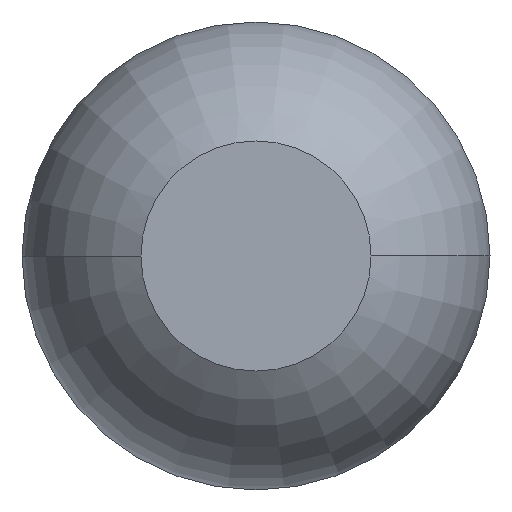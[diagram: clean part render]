
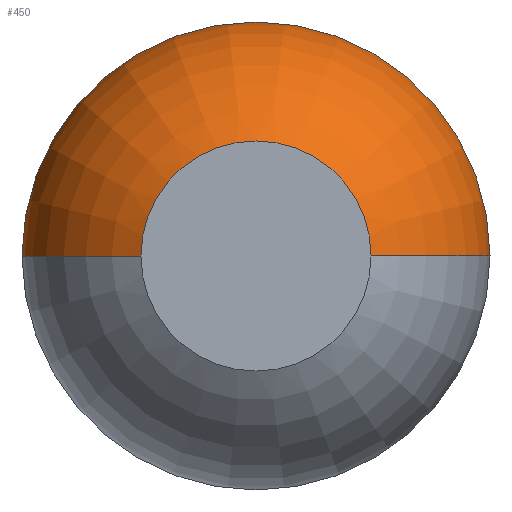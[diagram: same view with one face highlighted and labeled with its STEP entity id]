
A CAD part, front view. The second image highlights one B-rep face of the part: STEP entity #450.
In plain terms, the highlighted toroidal (fillet/blend) face has major radius 0.005 mm and minor radius 0.3 mm.
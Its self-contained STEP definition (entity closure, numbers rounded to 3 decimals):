
#13 = ORIENTED_EDGE ( 'NONE', *, *, #1586, .T. ) ;
#131 = CARTESIAN_POINT ( 'NONE',  ( 0.305, -28.737, 0. ) ) ;
#163 = AXIS2_PLACEMENT_3D ( 'NONE', #3062, #461, #1750 ) ;
#229 = CARTESIAN_POINT ( 'NONE',  ( 0., -29., 0. ) ) ;
#377 = TOROIDAL_SURFACE ( 'NONE', #3174, 0.005, 0.3 ) ;
#379 = VERTEX_POINT ( 'NONE', #131 ) ;
#450 = ADVANCED_FACE ( 'Defeature ausgef�hrt1_2', ( #1573 ), #377, .T. ) ;
#461 = DIRECTION ( 'NONE',  ( 0., 0., -1. ) ) ;
#763 = DIRECTION ( 'NONE',  ( -1., 0., 0. ) ) ;
#851 = VERTEX_POINT ( 'NONE', #1612 ) ;
#877 = VERTEX_POINT ( 'NONE', #1084 ) ;
#921 = DIRECTION ( 'NONE',  ( 0., 1., 0. ) ) ;
#935 = DIRECTION ( 'NONE',  ( -1., 0., 0. ) ) ;
#1004 = DIRECTION ( 'NONE',  ( 0., 0., 1. ) ) ;
#1084 = CARTESIAN_POINT ( 'NONE',  ( -0.305, -28.737, 0. ) ) ;
#1091 = CIRCLE ( 'NONE', #2598, 0.305 ) ;
#1133 = CARTESIAN_POINT ( 'NONE',  ( -0.15, -29., 0. ) ) ;
#1262 = EDGE_CURVE ( 'Defeature ausgef�hrt1_1+Defeature ausgef�hrt1_2+Defeature ausgef�hrt1_2+Defeature ausgef�hrt1_2', #877, #379, #1091, .T. ) ;
#1353 = VERTEX_POINT ( 'NONE', #1133 ) ;
#1573 = FACE_OUTER_BOUND ( 'NONE', #2953, .T. ) ;
#1586 = EDGE_CURVE ( 'Defeature ausgef�hrt1_2+Defeature ausgef�hrt1_3+Defeature ausgef�hrt1_3+Defeature ausgef�hrt1_3', #1353, #851, #2053, .T. ) ;
#1590 = EDGE_CURVE ( 'NONE', #1353, #877, #2960, .T. ) ;
#1612 = CARTESIAN_POINT ( 'NONE',  ( 0.15, -29., 0. ) ) ;
#1750 = DIRECTION ( 'NONE',  ( -1., 0., 0. ) ) ;
#1793 = EDGE_CURVE ( 'NONE', #851, #379, #1964, .T. ) ;
#1964 = CIRCLE ( 'NONE', #2406, 0.3 ) ;
#1987 = DIRECTION ( 'NONE',  ( -1., 0., 0. ) ) ;
#2014 = DIRECTION ( 'NONE',  ( 0., 1., 0. ) ) ;
#2053 = CIRCLE ( 'NONE', #2649, 0.15 ) ;
#2148 = ORIENTED_EDGE ( 'NONE', *, *, #1793, .T. ) ;
#2298 = CARTESIAN_POINT ( 'NONE',  ( 0., -28.737, 0. ) ) ;
#2406 = AXIS2_PLACEMENT_3D ( 'NONE', #2494, #1004, #2751 ) ;
#2494 = CARTESIAN_POINT ( 'NONE',  ( 0.005, -28.737, 0. ) ) ;
#2598 = AXIS2_PLACEMENT_3D ( 'NONE', #2298, #2833, #763 ) ;
#2649 = AXIS2_PLACEMENT_3D ( 'NONE', #229, #2014, #1987 ) ;
#2711 = CARTESIAN_POINT ( 'NONE',  ( 0., -28.737, 0. ) ) ;
#2751 = DIRECTION ( 'NONE',  ( 1., 0., 0. ) ) ;
#2833 = DIRECTION ( 'NONE',  ( 0., 1., 0. ) ) ;
#2953 = EDGE_LOOP ( 'NONE', ( #13, #2148, #3112, #3187 ) ) ;
#2960 = CIRCLE ( 'NONE', #163, 0.3 ) ;
#3062 = CARTESIAN_POINT ( 'NONE',  ( -0.005, -28.737, 0. ) ) ;
#3112 = ORIENTED_EDGE ( 'NONE', *, *, #1262, .F. ) ;
#3174 = AXIS2_PLACEMENT_3D ( 'NONE', #2711, #921, #935 ) ;
#3187 = ORIENTED_EDGE ( 'NONE', *, *, #1590, .F. ) ;
